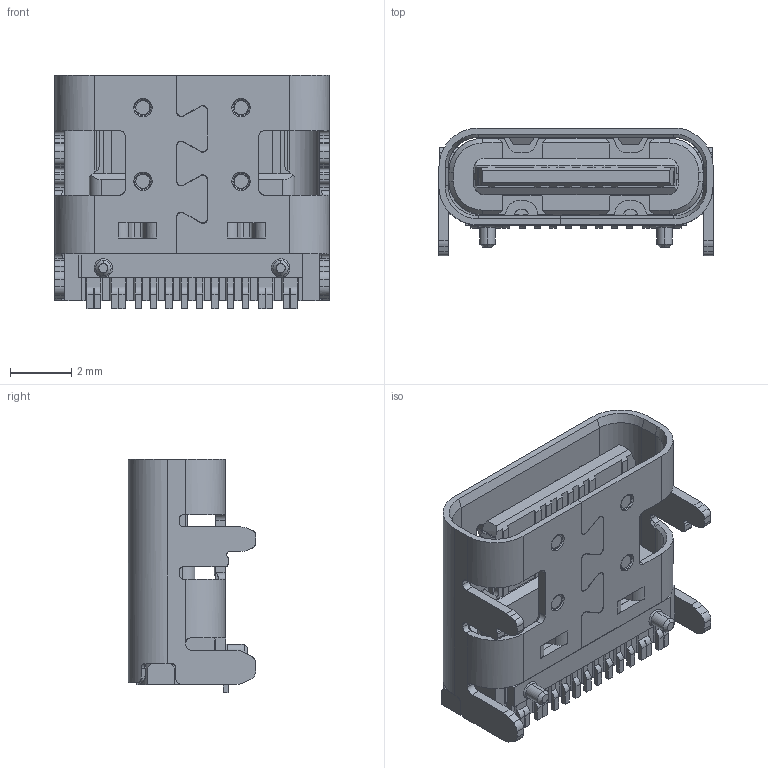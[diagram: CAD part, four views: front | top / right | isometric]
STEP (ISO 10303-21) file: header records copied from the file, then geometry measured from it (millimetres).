
FILE_DESCRIPTION (( 'STEP AP214' ), '1' );
FILE_NAME ('12402012E212A.STEP', '2023-03-30T04:49:02', ( '' ), ( '' ), 'SwSTEP 2.0', 'SolidWorks 2022', '' );
FILE_SCHEMA (( 'AUTOMOTIVE_DESIGN' ));
Length unit declared in the file: millimetre
Products named in the file (1): 12402012E212A
Bounding box: 8.94 x 4.16 x 7.6 mm (x, y, z)
Volume: 113.7 mm3; surface area: 473.8 mm2
Topology: 1 solids, 1 shells, 826 faces, 2392 edges, 1540 vertices
Faces by surface type: plane 545, cylinder 225, cone 34, bspline 15, torus 7
Entity records: 34778 total; most frequent: CARTESIAN_POINT 8373, ORIENTED_EDGE 4784, DIRECTION 3445, EDGE_CURVE 2392, VECTOR 1693, LINE 1693, VERTEX_POINT 1540, AXIS2_PLACEMENT_3D 876
